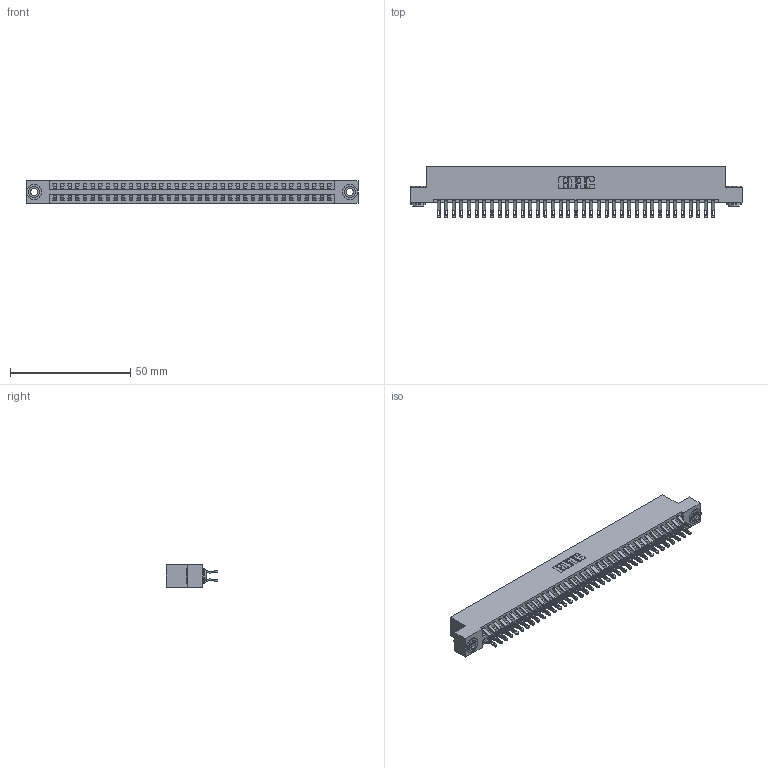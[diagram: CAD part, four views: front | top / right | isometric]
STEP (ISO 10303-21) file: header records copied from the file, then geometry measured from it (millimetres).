
FILE_DESCRIPTION (( 'STEP AP203' ), '1' );
FILE_NAME ('346-074-555-203.STEP', '2022-05-25T02:57:14', ( '' ), ( '' ), 'SwSTEP 2.0', 'SolidWorks 2020', '' );
FILE_SCHEMA (( 'CONFIG_CONTROL_DESIGN' ));
Length unit declared in the file: inch
Products named in the file (4): 346 Part_Flush Mounting Lugs - 0.156 Dia-TH; 346-074-555-203; 345-292-001_555 Tail; 345-250-002_345-250-002-102
Assembly tree (77 placements, depth 2):
  346-074-555-203
    346 Part_Flush Mounting Lugs - 0.156 Dia-TH
    345-292-001_555 Tail  x74
    345-250-002_345-250-002-102  x2
Bounding box: 138.05 x 21.46 x 9.4 mm (x, y, z)
Volume: 13638.6 mm3; surface area: 19682.4 mm2
Topology: 77 solids, 77 shells, 4466 faces, 13983 edges, 9318 vertices
Faces by surface type: plane 2542, cylinder 1916, cone 8
Entity records: 26212 total; most frequent: CARTESIAN_POINT 4343, ORIENTED_EDGE 4238, DIRECTION 3877, EDGE_CURVE 2119, VECTOR 1795, LINE 1795, VERTEX_POINT 1410, AXIS2_PLACEMENT_3D 1041
